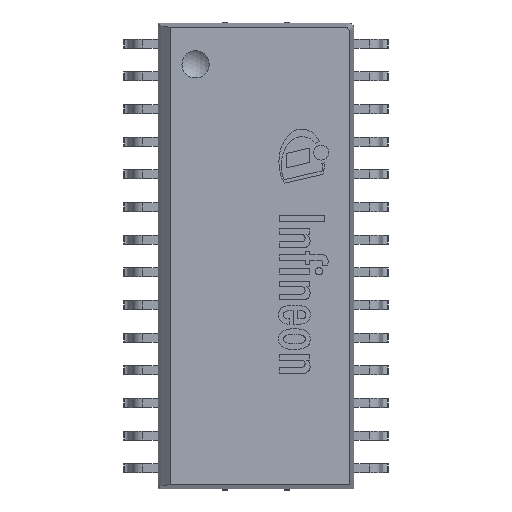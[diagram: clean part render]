
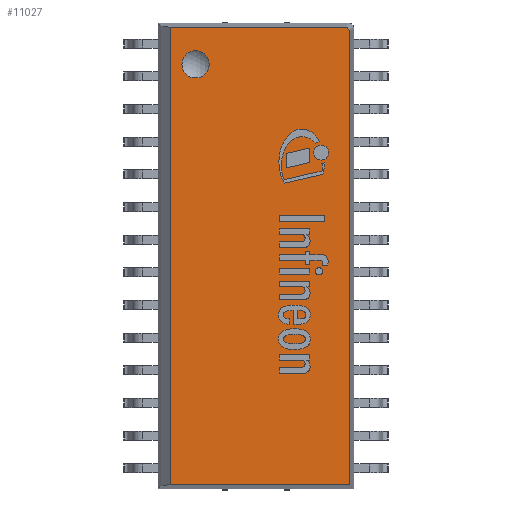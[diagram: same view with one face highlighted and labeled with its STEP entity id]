
A CAD part, top view. The second image highlights one B-rep face of the part: STEP entity #11027.
In plain terms, the highlighted planar face has unit normal (0, 0, 1).
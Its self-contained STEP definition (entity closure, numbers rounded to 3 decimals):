
#150=LINE('',#16372,#1327);
#152=LINE('',#16376,#1329);
#157=LINE('',#16391,#1334);
#158=LINE('',#16393,#1335);
#1327=VECTOR('',#12941,1.);
#1329=VECTOR('',#12945,1.);
#1334=VECTOR('',#12960,1.);
#1335=VECTOR('',#12963,1.);
#2474=ELLIPSE('',#11736,0.204,0.2);
#2494=PLANE('',#11746);
#3132=FACE_BOUND('',#3833,.T.);
#3169=FACE_OUTER_BOUND('',#3832,.T.);
#3832=EDGE_LOOP('',(#7794,#7795,#7796,#7797,#7798));
#3833=EDGE_LOOP('',(#7799));
#4476=CIRCLE('',#11744,0.529);
#4963=VERTEX_POINT('',#16354);
#4964=VERTEX_POINT('',#16355);
#4970=VERTEX_POINT('',#16371);
#4971=VERTEX_POINT('',#16375);
#4974=VERTEX_POINT('',#16384);
#4976=VERTEX_POINT('',#16389);
#6079=EDGE_CURVE('',#4963,#4964,#2474,.T.);
#6087=EDGE_CURVE('',#4970,#4964,#150,.T.);
#6089=EDGE_CURVE('',#4971,#4970,#152,.T.);
#6093=EDGE_CURVE('',#4974,#4974,#4476,.T.);
#6096=EDGE_CURVE('',#4963,#4976,#157,.T.);
#6097=EDGE_CURVE('',#4971,#4976,#158,.T.);
#7794=ORIENTED_EDGE('',*,*,#6079,.F.);
#7795=ORIENTED_EDGE('',*,*,#6096,.T.);
#7796=ORIENTED_EDGE('',*,*,#6097,.F.);
#7797=ORIENTED_EDGE('',*,*,#6089,.T.);
#7798=ORIENTED_EDGE('',*,*,#6087,.T.);
#7799=ORIENTED_EDGE('',*,*,#6093,.T.);
#11027=ADVANCED_FACE('',(#3169,#3132),#2494,.F.);
#11736=AXIS2_PLACEMENT_3D('',#16356,#12927,#12928);
#11744=AXIS2_PLACEMENT_3D('',#16385,#12954,#12955);
#11746=AXIS2_PLACEMENT_3D('',#16392,#12961,#12962);
#12927=DIRECTION('center_axis',(0.,0.,-1.));
#12928=DIRECTION('ref_axis',(0.707,0.707,0.));
#12941=DIRECTION('',(0.,1.,0.));
#12945=DIRECTION('',(1.,0.,0.));
#12954=DIRECTION('center_axis',(0.,0.,-1.));
#12955=DIRECTION('ref_axis',(0.,-1.,0.));
#12960=DIRECTION('',(-1.,0.,0.));
#12961=DIRECTION('center_axis',(0.,0.,-1.));
#12962=DIRECTION('ref_axis',(0.,-1.,0.));
#12963=DIRECTION('',(0.,1.,0.));
#16354=CARTESIAN_POINT('',(3.444,8.892,2.65));
#16355=CARTESIAN_POINT('',(3.642,8.694,2.65));
#16356=CARTESIAN_POINT('Origin',(3.44,8.69,2.65));
#16371=CARTESIAN_POINT('',(3.642,-8.892,2.65));
#16372=CARTESIAN_POINT('',(3.642,-9.05,2.65));
#16375=CARTESIAN_POINT('',(-3.341,-8.892,2.65));
#16376=CARTESIAN_POINT('',(0.329,-8.892,2.65));
#16384=CARTESIAN_POINT('',(-2.35,7.979,2.65));
#16385=CARTESIAN_POINT('Origin',(-2.35,7.45,2.65));
#16389=CARTESIAN_POINT('',(-3.341,8.892,2.65));
#16391=CARTESIAN_POINT('',(0.329,8.892,2.65));
#16392=CARTESIAN_POINT('Origin',(-3.341,-9.05,2.65));
#16393=CARTESIAN_POINT('',(-3.341,-9.05,2.65));
